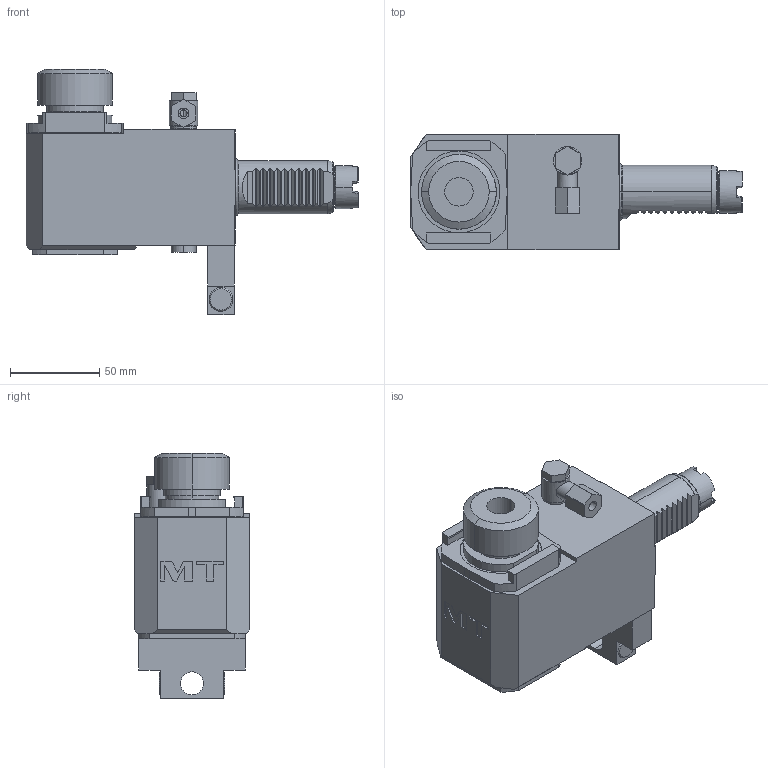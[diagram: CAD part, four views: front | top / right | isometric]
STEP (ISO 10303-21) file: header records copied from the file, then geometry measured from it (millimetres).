
FILE_DESCRIPTION((''),'2;1');
FILE_NAME('OKU1740125_CONF','2024-12-02T16:54:03',('smalpassi'),('M.T. srl'),'CREO PARAMETRIC BY PTC INC, 2023352','CREO PARAMETRIC BY PTC INC, 2023352','');
FILE_SCHEMA(('CONFIG_CONTROL_DESIGN'));
Length unit declared in the file: millimetre
Products named in the file (1): OKU1740125_CONF
Bounding box: 186.5 x 65 x 137.66 mm (x, y, z)
Volume: 623806.1 mm3; surface area: 68258.6 mm2
Topology: 1 solids, 1 shells, 323 faces, 825 edges, 538 vertices
Faces by surface type: plane 194, cylinder 98, cone 21, torus 8, extrusion 2
Entity records: 10236 total; most frequent: CARTESIAN_POINT 2359, ORIENTED_EDGE 1642, DIRECTION 1602, EDGE_CURVE 821, AXIS2_PLACEMENT_3D 569, VERTEX_POINT 538, VECTOR 464, LINE 462
